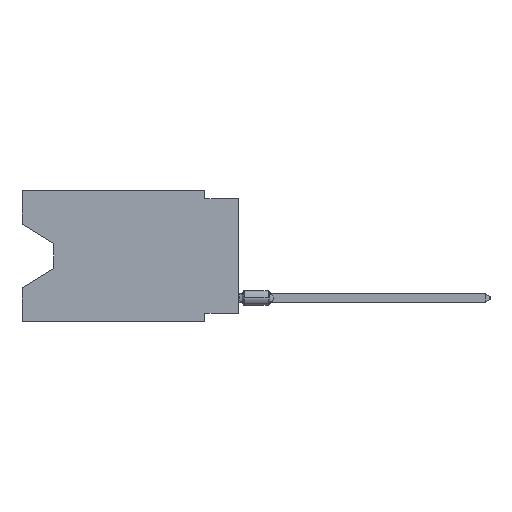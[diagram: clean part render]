
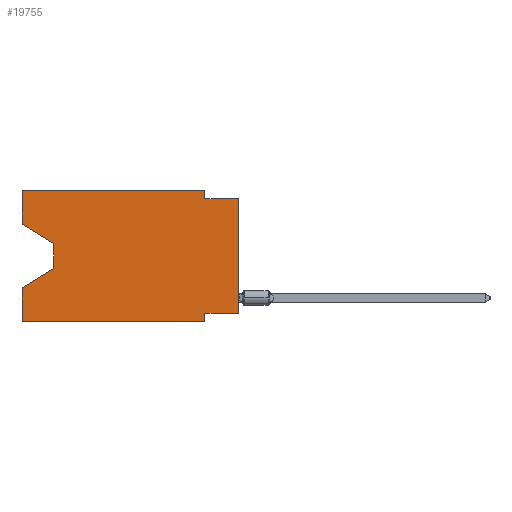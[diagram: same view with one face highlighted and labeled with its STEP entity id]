
A CAD part, left-side view. The second image highlights one B-rep face of the part: STEP entity #19755.
In plain terms, the highlighted planar face has unit normal (-1, 0, 0).
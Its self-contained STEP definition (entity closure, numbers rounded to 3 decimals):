
#80 = CARTESIAN_POINT ( 'NONE',  ( 0., 2.54, 0. ) ) ;
#437 = CARTESIAN_POINT ( 'NONE',  ( 0., 2.54, -9.271 ) ) ;
#448 = CARTESIAN_POINT ( 'NONE',  ( 0., 16.383, 0. ) ) ;
#1102 = CARTESIAN_POINT ( 'NONE',  ( 0., 0., -0.635 ) ) ;
#1221 = DIRECTION ( 'NONE',  ( 0., 0., -1. ) ) ;
#1882 = VECTOR ( 'NONE', #24552, 1000. ) ;
#1886 = LINE ( 'NONE', #51022, #34129 ) ;
#2095 = DIRECTION ( 'NONE',  ( 0., 0., 1. ) ) ;
#2583 = EDGE_CURVE ( 'NONE', #10749, #38471, #21217, .T. ) ;
#2759 = DIRECTION ( 'NONE',  ( 0., 1., 0. ) ) ;
#4054 = VERTEX_POINT ( 'NONE', #9387 ) ;
#4094 = CARTESIAN_POINT ( 'NONE',  ( 0., 13.97, -4.013 ) ) ;
#4945 = VERTEX_POINT ( 'NONE', #12635 ) ;
#6185 = LINE ( 'NONE', #42595, #51071 ) ;
#6766 = ORIENTED_EDGE ( 'NONE', *, *, #2583, .F. ) ;
#6914 = VECTOR ( 'NONE', #2759, 1000. ) ;
#7538 = EDGE_CURVE ( 'NONE', #42007, #50299, #1886, .T. ) ;
#7941 = DIRECTION ( 'NONE',  ( 0., 0., 1. ) ) ;
#8294 = EDGE_CURVE ( 'NONE', #50299, #4945, #41620, .T. ) ;
#8447 = EDGE_CURVE ( 'NONE', #4945, #4054, #27236, .T. ) ;
#8619 = CARTESIAN_POINT ( 'NONE',  ( 0., 2.54, -9.906 ) ) ;
#8741 = ORIENTED_EDGE ( 'NONE', *, *, #7538, .T. ) ;
#9387 = CARTESIAN_POINT ( 'NONE',  ( 0., 16.383, -7.36 ) ) ;
#10650 = CARTESIAN_POINT ( 'NONE',  ( 0., 16.383, 0. ) ) ;
#10749 = VERTEX_POINT ( 'NONE', #10650 ) ;
#10784 = AXIS2_PLACEMENT_3D ( 'NONE', #43951, #19765, #44473 ) ;
#10968 = ORIENTED_EDGE ( 'NONE', *, *, #25299, .F. ) ;
#11080 = VECTOR ( 'NONE', #38306, 1000. ) ;
#11826 = LINE ( 'NONE', #8619, #1882 ) ;
#12603 = ORIENTED_EDGE ( 'NONE', *, *, #48310, .F. ) ;
#12635 = CARTESIAN_POINT ( 'NONE',  ( 0., 13.97, -5.893 ) ) ;
#14397 = CARTESIAN_POINT ( 'NONE',  ( 0., 2.54, -0.635 ) ) ;
#14623 = DIRECTION ( 'NONE',  ( 0., -0.855, -0.519 ) ) ;
#14757 = DIRECTION ( 'NONE',  ( 0., 0.855, -0.519 ) ) ;
#15649 = LINE ( 'NONE', #28391, #51749 ) ;
#16815 = VERTEX_POINT ( 'NONE', #40171 ) ;
#17725 = ORIENTED_EDGE ( 'NONE', *, *, #32705, .F. ) ;
#19755 = ADVANCED_FACE ( 'NONE', ( #48702 ), #28259, .F. ) ;
#19765 = DIRECTION ( 'NONE',  ( 1., 0., 0. ) ) ;
#21217 = LINE ( 'NONE', #25455, #38003 ) ;
#21687 = CARTESIAN_POINT ( 'NONE',  ( 0., 16.383, -2.546 ) ) ;
#21749 = ORIENTED_EDGE ( 'NONE', *, *, #37061, .F. ) ;
#24552 = DIRECTION ( 'NONE',  ( 0., 0., -1. ) ) ;
#25068 = ORIENTED_EDGE ( 'NONE', *, *, #26886, .T. ) ;
#25299 = EDGE_CURVE ( 'NONE', #38471, #31845, #37534, .T. ) ;
#25455 = CARTESIAN_POINT ( 'NONE',  ( 0., 16.383, 0. ) ) ;
#25780 = VECTOR ( 'NONE', #1221, 1000. ) ;
#26481 = EDGE_LOOP ( 'NONE', ( #8741, #39676, #45216, #12603, #25068, #28480, #21749, #34097, #31168, #10968, #6766, #17725 ) ) ;
#26624 = DIRECTION ( 'NONE',  ( 0., -1., 0. ) ) ;
#26886 = EDGE_CURVE ( 'NONE', #44596, #16815, #6185, .T. ) ;
#27236 = LINE ( 'NONE', #31240, #47002 ) ;
#28259 = PLANE ( 'NONE',  #10784 ) ;
#28391 = CARTESIAN_POINT ( 'NONE',  ( 0., 16.383, 0. ) ) ;
#28480 = ORIENTED_EDGE ( 'NONE', *, *, #33156, .F. ) ;
#28868 = LINE ( 'NONE', #448, #42605 ) ;
#31168 = ORIENTED_EDGE ( 'NONE', *, *, #41717, .F. ) ;
#31240 = CARTESIAN_POINT ( 'NONE',  ( 0., 13.97, -5.893 ) ) ;
#31845 = VERTEX_POINT ( 'NONE', #14397 ) ;
#32431 = CARTESIAN_POINT ( 'NONE',  ( 0., 16.383, -9.906 ) ) ;
#32705 = EDGE_CURVE ( 'NONE', #42007, #10749, #28868, .T. ) ;
#33156 = EDGE_CURVE ( 'NONE', #36459, #16815, #11826, .T. ) ;
#33815 = CARTESIAN_POINT ( 'NONE',  ( 0., 0., -0.635 ) ) ;
#34097 = ORIENTED_EDGE ( 'NONE', *, *, #39942, .T. ) ;
#34129 = VECTOR ( 'NONE', #14623, 1000. ) ;
#34503 = LINE ( 'NONE', #46184, #51924 ) ;
#35118 = VECTOR ( 'NONE', #44976, 1000. ) ;
#36459 = VERTEX_POINT ( 'NONE', #437 ) ;
#36480 = CARTESIAN_POINT ( 'NONE',  ( 0., 2.54, 0. ) ) ;
#37061 = EDGE_CURVE ( 'NONE', #40066, #36459, #39152, .T. ) ;
#37428 = DIRECTION ( 'NONE',  ( 0., -1., 0. ) ) ;
#37534 = LINE ( 'NONE', #36480, #35118 ) ;
#38003 = VECTOR ( 'NONE', #37428, 1000. ) ;
#38306 = DIRECTION ( 'NONE',  ( 0., -1., 0. ) ) ;
#38471 = VERTEX_POINT ( 'NONE', #80 ) ;
#39152 = LINE ( 'NONE', #51105, #6914 ) ;
#39676 = ORIENTED_EDGE ( 'NONE', *, *, #8294, .T. ) ;
#39942 = EDGE_CURVE ( 'NONE', #40066, #49246, #34503, .T. ) ;
#40066 = VERTEX_POINT ( 'NONE', #42280 ) ;
#40171 = CARTESIAN_POINT ( 'NONE',  ( 0., 2.54, -9.906 ) ) ;
#41373 = DIRECTION ( 'NONE',  ( 0., 0., 1. ) ) ;
#41620 = LINE ( 'NONE', #46386, #25780 ) ;
#41717 = EDGE_CURVE ( 'NONE', #31845, #49246, #45731, .T. ) ;
#42007 = VERTEX_POINT ( 'NONE', #21687 ) ;
#42280 = CARTESIAN_POINT ( 'NONE',  ( 0., 0., -9.271 ) ) ;
#42595 = CARTESIAN_POINT ( 'NONE',  ( 0., 16.383, -9.906 ) ) ;
#42605 = VECTOR ( 'NONE', #41373, 1000. ) ;
#43951 = CARTESIAN_POINT ( 'NONE',  ( 0., 16.383, 0. ) ) ;
#44473 = DIRECTION ( 'NONE',  ( 0., 0., -1. ) ) ;
#44596 = VERTEX_POINT ( 'NONE', #32431 ) ;
#44976 = DIRECTION ( 'NONE',  ( 0., 0., -1. ) ) ;
#45216 = ORIENTED_EDGE ( 'NONE', *, *, #8447, .T. ) ;
#45731 = LINE ( 'NONE', #1102, #11080 ) ;
#46184 = CARTESIAN_POINT ( 'NONE',  ( 0., 0., 0. ) ) ;
#46386 = CARTESIAN_POINT ( 'NONE',  ( 0., 13.97, -4.013 ) ) ;
#47002 = VECTOR ( 'NONE', #14757, 1000. ) ;
#48310 = EDGE_CURVE ( 'NONE', #44596, #4054, #15649, .T. ) ;
#48702 = FACE_OUTER_BOUND ( 'NONE', #26481, .T. ) ;
#49246 = VERTEX_POINT ( 'NONE', #33815 ) ;
#50299 = VERTEX_POINT ( 'NONE', #4094 ) ;
#51022 = CARTESIAN_POINT ( 'NONE',  ( 0., 16.383, -2.546 ) ) ;
#51071 = VECTOR ( 'NONE', #26624, 1000. ) ;
#51105 = CARTESIAN_POINT ( 'NONE',  ( 0., 0., -9.271 ) ) ;
#51749 = VECTOR ( 'NONE', #7941, 1000. ) ;
#51924 = VECTOR ( 'NONE', #2095, 1000. ) ;
